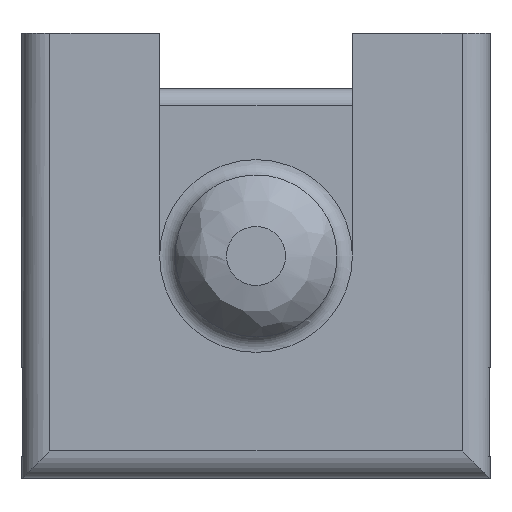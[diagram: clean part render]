
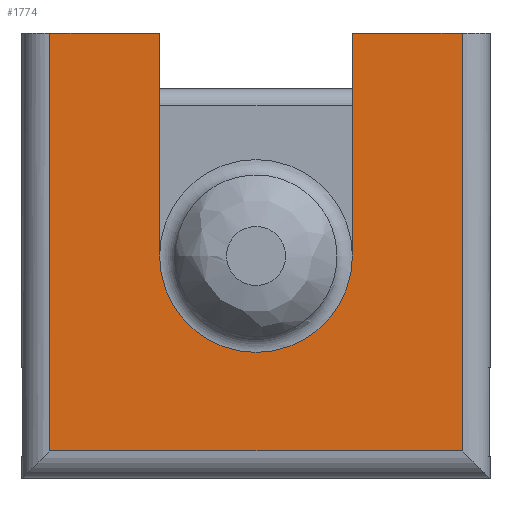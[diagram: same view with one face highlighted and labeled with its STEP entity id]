
A CAD part, left-side view. The second image highlights one B-rep face of the part: STEP entity #1774.
In plain terms, the highlighted planar face has unit normal (-1, 0, 0).
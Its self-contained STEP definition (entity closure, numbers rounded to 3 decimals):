
#1197 = VERTEX_POINT('',#1198);
#1198 = CARTESIAN_POINT('',(-1.225,1.85,0.25));
#1205 = EDGE_CURVE('',#1197,#1206,#1208,.T.);
#1206 = VERTEX_POINT('',#1207);
#1207 = CARTESIAN_POINT('',(-1.225,1.85,4.));
#1208 = LINE('',#1209,#1210);
#1209 = CARTESIAN_POINT('',(-1.225,1.85,3.));
#1210 = VECTOR('',#1211,1.);
#1211 = DIRECTION('',(0.,0.,1.));
#1303 = EDGE_CURVE('',#1304,#1206,#1306,.T.);
#1304 = VERTEX_POINT('',#1305);
#1305 = CARTESIAN_POINT('',(-1.225,0.865,4.));
#1306 = LINE('',#1307,#1308);
#1307 = CARTESIAN_POINT('',(-1.225,2.1,4.));
#1308 = VECTOR('',#1309,1.);
#1309 = DIRECTION('',(0.,1.,0.));
#1351 = EDGE_CURVE('',#1352,#1304,#1354,.T.);
#1352 = VERTEX_POINT('',#1353);
#1353 = CARTESIAN_POINT('',(-1.225,0.865,2.));
#1354 = LINE('',#1355,#1356);
#1355 = CARTESIAN_POINT('',(-1.225,0.865,2.));
#1356 = VECTOR('',#1357,1.);
#1357 = DIRECTION('',(0.,0.,1.));
#1406 = VERTEX_POINT('',#1407);
#1407 = CARTESIAN_POINT('',(-1.225,-0.865,2.));
#1413 = EDGE_CURVE('',#1414,#1406,#1416,.T.);
#1414 = VERTEX_POINT('',#1415);
#1415 = CARTESIAN_POINT('',(-1.225,-0.865,4.));
#1416 = LINE('',#1417,#1418);
#1417 = CARTESIAN_POINT('',(-1.225,-0.865,2.));
#1418 = VECTOR('',#1419,1.);
#1419 = DIRECTION('',(0.,0.,-1.));
#1439 = VERTEX_POINT('',#1440);
#1440 = CARTESIAN_POINT('',(-1.225,-1.85,4.));
#1471 = EDGE_CURVE('',#1439,#1414,#1472,.T.);
#1472 = LINE('',#1473,#1474);
#1473 = CARTESIAN_POINT('',(-1.225,-0.865,4.));
#1474 = VECTOR('',#1475,1.);
#1475 = DIRECTION('',(0.,1.,0.));
#1550 = EDGE_CURVE('',#1439,#1551,#1553,.T.);
#1551 = VERTEX_POINT('',#1552);
#1552 = CARTESIAN_POINT('',(-1.225,-1.85,0.25));
#1553 = LINE('',#1554,#1555);
#1554 = CARTESIAN_POINT('',(-1.225,-1.85,1.));
#1555 = VECTOR('',#1556,1.);
#1556 = DIRECTION('',(0.,0.,-1.));
#1763 = EDGE_CURVE('',#1551,#1197,#1764,.T.);
#1764 = LINE('',#1765,#1766);
#1765 = CARTESIAN_POINT('',(-1.225,1.05,0.25));
#1766 = VECTOR('',#1767,1.);
#1767 = DIRECTION('',(0.,1.,0.));
#1774 = ADVANCED_FACE('',(#1775),#1791,.T.);
#1775 = FACE_BOUND('',#1776,.T.);
#1776 = EDGE_LOOP('',(#1777,#1778,#1779,#1780,#1787,#1788,#1789,#1790));
#1777 = ORIENTED_EDGE('',*,*,#1550,.F.);
#1778 = ORIENTED_EDGE('',*,*,#1471,.T.);
#1779 = ORIENTED_EDGE('',*,*,#1413,.T.);
#1780 = ORIENTED_EDGE('',*,*,#1781,.T.);
#1781 = EDGE_CURVE('',#1406,#1352,#1782,.T.);
#1782 = CIRCLE('',#1783,0.865);
#1783 = AXIS2_PLACEMENT_3D('',#1784,#1785,#1786);
#1784 = CARTESIAN_POINT('',(-1.225,0.,2.));
#1785 = DIRECTION('',(1.,0.,0.));
#1786 = DIRECTION('',(0.,1.,0.));
#1787 = ORIENTED_EDGE('',*,*,#1351,.T.);
#1788 = ORIENTED_EDGE('',*,*,#1303,.T.);
#1789 = ORIENTED_EDGE('',*,*,#1205,.F.);
#1790 = ORIENTED_EDGE('',*,*,#1763,.F.);
#1791 = PLANE('',#1792);
#1792 = AXIS2_PLACEMENT_3D('',#1793,#1794,#1795);
#1793 = CARTESIAN_POINT('',(-1.225,0.,2.));
#1794 = DIRECTION('',(-1.,0.,0.));
#1795 = DIRECTION('',(0.,-1.,0.));
